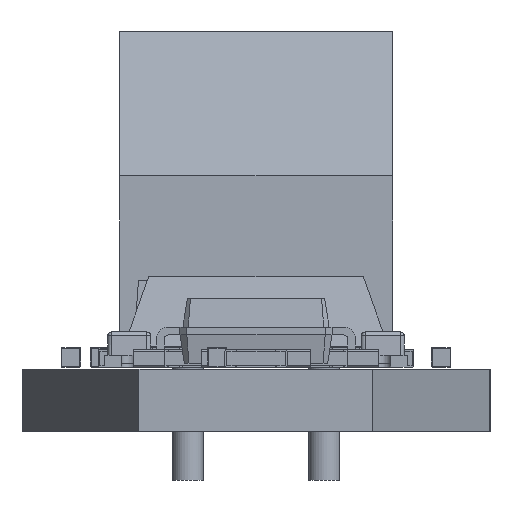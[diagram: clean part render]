
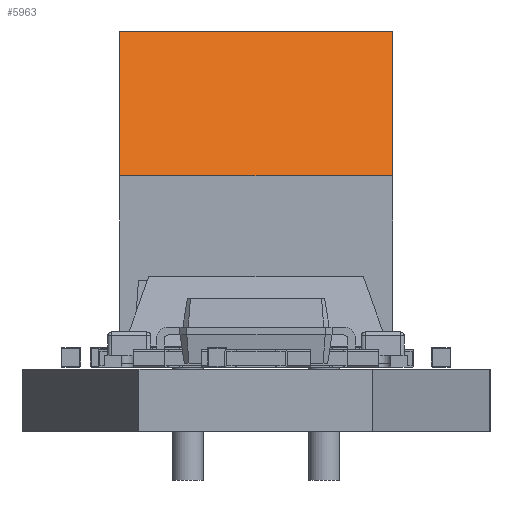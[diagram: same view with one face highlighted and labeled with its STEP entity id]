
A CAD part, left-side view. The second image highlights one B-rep face of the part: STEP entity #5963.
In plain terms, the highlighted face is planar.
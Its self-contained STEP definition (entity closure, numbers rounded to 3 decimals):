
#4142 = PLANE('',#4143);
#4143 = AXIS2_PLACEMENT_3D('',#4144,#4145,#4146);
#4144 = CARTESIAN_POINT('',(-3.5,0.,3.989));
#4145 = DIRECTION('',(1.,0.,0.));
#4146 = DIRECTION('',(0.,0.,1.));
#4198 = PLANE('',#4199);
#4199 = AXIS2_PLACEMENT_3D('',#4200,#4201,#4202);
#4200 = CARTESIAN_POINT('',(3.5,0.,3.989));
#4201 = DIRECTION('',(1.,0.,0.));
#4202 = DIRECTION('',(0.,0.,1.));
#4702 = VERTEX_POINT('',#4703);
#4703 = CARTESIAN_POINT('',(-3.5,3.45,4.9));
#4717 = PLANE('',#4718);
#4718 = AXIS2_PLACEMENT_3D('',#4719,#4720,#4721);
#4719 = CARTESIAN_POINT('',(-3.5,3.45,0.1));
#4720 = DIRECTION('',(0.,-1.,0.));
#4721 = DIRECTION('',(0.,0.,1.));
#4729 = EDGE_CURVE('',#4702,#4730,#4732,.T.);
#4730 = VERTEX_POINT('',#4731);
#4731 = CARTESIAN_POINT('',(-3.5,2.1,8.6));
#4732 = SURFACE_CURVE('',#4733,(#4737,#4744),.PCURVE_S1.);
#4733 = LINE('',#4734,#4735);
#4734 = CARTESIAN_POINT('',(-3.5,3.45,4.9));
#4735 = VECTOR('',#4736,1.);
#4736 = DIRECTION('',(0.,-0.343,0.939)
  );
#4737 = PCURVE('',#4142,#4738);
#4738 = DEFINITIONAL_REPRESENTATION('',(#4739),#4743);
#4739 = LINE('',#4740,#4741);
#4740 = CARTESIAN_POINT('',(0.911,-3.45));
#4741 = VECTOR('',#4742,1.);
#4742 = DIRECTION('',(0.939,0.343));
#4743 = ( GEOMETRIC_REPRESENTATION_CONTEXT(2) 
PARAMETRIC_REPRESENTATION_CONTEXT() REPRESENTATION_CONTEXT('2D SPACE',''
  ) );
#4744 = PCURVE('',#4745,#4750);
#4745 = PLANE('',#4746);
#4746 = AXIS2_PLACEMENT_3D('',#4747,#4748,#4749);
#4747 = CARTESIAN_POINT('',(-3.5,3.45,4.9));
#4748 = DIRECTION('',(0.,-0.939,-0.343));
#4749 = DIRECTION('',(0.,-0.343,0.939));
#4750 = DEFINITIONAL_REPRESENTATION('',(#4751),#4755);
#4751 = LINE('',#4752,#4753);
#4752 = CARTESIAN_POINT('',(0.,-0.));
#4753 = VECTOR('',#4754,1.);
#4754 = DIRECTION('',(1.,0.));
#4755 = ( GEOMETRIC_REPRESENTATION_CONTEXT(2) 
PARAMETRIC_REPRESENTATION_CONTEXT() REPRESENTATION_CONTEXT('2D SPACE',''
  ) );
#4773 = PLANE('',#4774);
#4774 = AXIS2_PLACEMENT_3D('',#4775,#4776,#4777);
#4775 = CARTESIAN_POINT('',(-3.5,2.1,8.6));
#4776 = DIRECTION('',(0.,0.,-1.));
#4777 = DIRECTION('',(0.,-1.,0.));
#5821 = VERTEX_POINT('',#5822);
#5822 = CARTESIAN_POINT('',(3.5,3.45,4.9));
#5843 = EDGE_CURVE('',#5821,#5844,#5846,.T.);
#5844 = VERTEX_POINT('',#5845);
#5845 = CARTESIAN_POINT('',(3.5,2.1,8.6));
#5846 = SURFACE_CURVE('',#5847,(#5851,#5858),.PCURVE_S1.);
#5847 = LINE('',#5848,#5849);
#5848 = CARTESIAN_POINT('',(3.5,3.45,4.9));
#5849 = VECTOR('',#5850,1.);
#5850 = DIRECTION('',(0.,-0.343,0.939)
  );
#5851 = PCURVE('',#4198,#5852);
#5852 = DEFINITIONAL_REPRESENTATION('',(#5853),#5857);
#5853 = LINE('',#5854,#5855);
#5854 = CARTESIAN_POINT('',(0.911,-3.45));
#5855 = VECTOR('',#5856,1.);
#5856 = DIRECTION('',(0.939,0.343));
#5857 = ( GEOMETRIC_REPRESENTATION_CONTEXT(2) 
PARAMETRIC_REPRESENTATION_CONTEXT() REPRESENTATION_CONTEXT('2D SPACE',''
  ) );
#5858 = PCURVE('',#4745,#5859);
#5859 = DEFINITIONAL_REPRESENTATION('',(#5860),#5864);
#5860 = LINE('',#5861,#5862);
#5861 = CARTESIAN_POINT('',(0.,-7.));
#5862 = VECTOR('',#5863,1.);
#5863 = DIRECTION('',(1.,0.));
#5864 = ( GEOMETRIC_REPRESENTATION_CONTEXT(2) 
PARAMETRIC_REPRESENTATION_CONTEXT() REPRESENTATION_CONTEXT('2D SPACE',''
  ) );
#5942 = EDGE_CURVE('',#4702,#5821,#5943,.T.);
#5943 = SURFACE_CURVE('',#5944,(#5948,#5955),.PCURVE_S1.);
#5944 = LINE('',#5945,#5946);
#5945 = CARTESIAN_POINT('',(-3.5,3.45,4.9));
#5946 = VECTOR('',#5947,1.);
#5947 = DIRECTION('',(1.,0.,0.));
#5948 = PCURVE('',#4717,#5949);
#5949 = DEFINITIONAL_REPRESENTATION('',(#5950),#5954);
#5950 = LINE('',#5951,#5952);
#5951 = CARTESIAN_POINT('',(4.8,0.));
#5952 = VECTOR('',#5953,1.);
#5953 = DIRECTION('',(0.,-1.));
#5954 = ( GEOMETRIC_REPRESENTATION_CONTEXT(2) 
PARAMETRIC_REPRESENTATION_CONTEXT() REPRESENTATION_CONTEXT('2D SPACE',''
  ) );
#5955 = PCURVE('',#4745,#5956);
#5956 = DEFINITIONAL_REPRESENTATION('',(#5957),#5961);
#5957 = LINE('',#5958,#5959);
#5958 = CARTESIAN_POINT('',(0.,-0.));
#5959 = VECTOR('',#5960,1.);
#5960 = DIRECTION('',(0.,-1.));
#5961 = ( GEOMETRIC_REPRESENTATION_CONTEXT(2) 
PARAMETRIC_REPRESENTATION_CONTEXT() REPRESENTATION_CONTEXT('2D SPACE',''
  ) );
#5963 = ADVANCED_FACE('',(#5964),#4745,.F.);
#5964 = FACE_BOUND('',#5965,.F.);
#5965 = EDGE_LOOP('',(#5966,#5967,#5968,#5989));
#5966 = ORIENTED_EDGE('',*,*,#5942,.T.);
#5967 = ORIENTED_EDGE('',*,*,#5843,.T.);
#5968 = ORIENTED_EDGE('',*,*,#5969,.F.);
#5969 = EDGE_CURVE('',#4730,#5844,#5970,.T.);
#5970 = SURFACE_CURVE('',#5971,(#5975,#5982),.PCURVE_S1.);
#5971 = LINE('',#5972,#5973);
#5972 = CARTESIAN_POINT('',(-3.5,2.1,8.6));
#5973 = VECTOR('',#5974,1.);
#5974 = DIRECTION('',(1.,0.,0.));
#5975 = PCURVE('',#4745,#5976);
#5976 = DEFINITIONAL_REPRESENTATION('',(#5977),#5981);
#5977 = LINE('',#5978,#5979);
#5978 = CARTESIAN_POINT('',(3.939,0.));
#5979 = VECTOR('',#5980,1.);
#5980 = DIRECTION('',(0.,-1.));
#5981 = ( GEOMETRIC_REPRESENTATION_CONTEXT(2) 
PARAMETRIC_REPRESENTATION_CONTEXT() REPRESENTATION_CONTEXT('2D SPACE',''
  ) );
#5982 = PCURVE('',#4773,#5983);
#5983 = DEFINITIONAL_REPRESENTATION('',(#5984),#5988);
#5984 = LINE('',#5985,#5986);
#5985 = CARTESIAN_POINT('',(0.,-0.));
#5986 = VECTOR('',#5987,1.);
#5987 = DIRECTION('',(0.,-1.));
#5988 = ( GEOMETRIC_REPRESENTATION_CONTEXT(2) 
PARAMETRIC_REPRESENTATION_CONTEXT() REPRESENTATION_CONTEXT('2D SPACE',''
  ) );
#5989 = ORIENTED_EDGE('',*,*,#4729,.F.);
